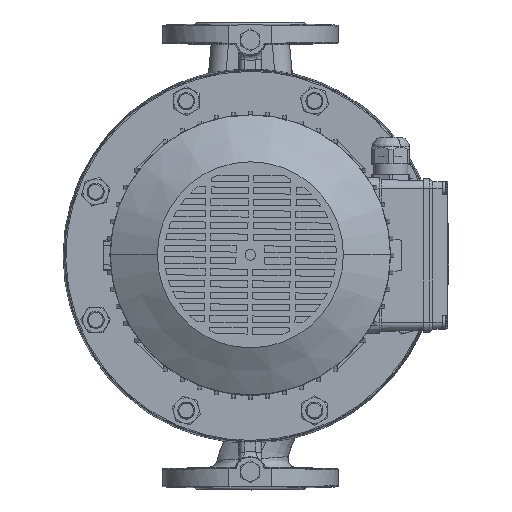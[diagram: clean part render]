
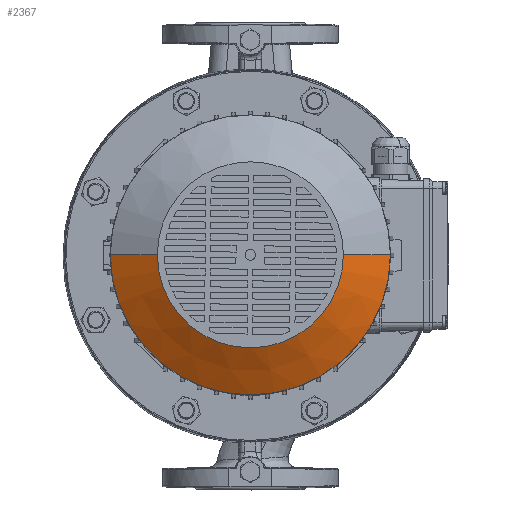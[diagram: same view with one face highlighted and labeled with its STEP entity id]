
A CAD part, top view. The second image highlights one B-rep face of the part: STEP entity #2367.
In plain terms, the highlighted conical face has half-angle 60 degrees and reference radius 131.7 mm.
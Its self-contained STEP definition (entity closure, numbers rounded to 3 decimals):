
#227 = DIRECTION ( 'NONE',  ( 0., 0., 1. ) ) ;
#1574 = DIRECTION ( 'NONE',  ( -1., 0., 0. ) ) ;
#2367 = ADVANCED_FACE ( 'NONE', ( #24743 ), #68721, .T. ) ;
#2395 = ORIENTED_EDGE ( 'NONE', *, *, #35039, .F. ) ;
#9243 = DIRECTION ( 'NONE',  ( 0., 0., -1. ) ) ;
#11123 = CARTESIAN_POINT ( 'NONE',  ( 124.501, -40., 730.637 ) ) ;
#23223 = CIRCLE ( 'NONE', #99546, 131.7 ) ;
#23381 = ORIENTED_EDGE ( 'NONE', *, *, #124666, .F. ) ;
#24743 = FACE_OUTER_BOUND ( 'NONE', #67335, .T. ) ;
#25614 = VERTEX_POINT ( 'NONE', #128409 ) ;
#30486 = DIRECTION ( 'NONE',  ( -1., 0., 0. ) ) ;
#35039 = EDGE_CURVE ( 'NONE', #84938, #42698, #111838, .T. ) ;
#36848 = EDGE_CURVE ( 'NONE', #84938, #81282, #44146, .T. ) ;
#39677 = DIRECTION ( 'NONE',  ( 0.866, 0., -0.5 ) ) ;
#42698 = VERTEX_POINT ( 'NONE', #11123 ) ;
#44146 = LINE ( 'NONE', #77163, #138869 ) ;
#49165 = ORIENTED_EDGE ( 'NONE', *, *, #71153, .F. ) ;
#54019 = DIRECTION ( 'NONE',  ( -1., 0., 0. ) ) ;
#57760 = DIRECTION ( 'NONE',  ( 0., 0., -1. ) ) ;
#63143 = CARTESIAN_POINT ( 'NONE',  ( -94.699, -40., 705.118 ) ) ;
#67335 = EDGE_LOOP ( 'NONE', ( #23381, #2395, #70334, #49165 ) ) ;
#68721 = CONICAL_SURFACE ( 'NONE', #109084, 131.7, 1.047 ) ;
#70334 = ORIENTED_EDGE ( 'NONE', *, *, #36848, .T. ) ;
#71153 = EDGE_CURVE ( 'NONE', #25614, #81282, #23223, .T. ) ;
#77163 = CARTESIAN_POINT ( 'NONE',  ( -94.699, -40., 705.118 ) ) ;
#81282 = VERTEX_POINT ( 'NONE', #63143 ) ;
#84938 = VERTEX_POINT ( 'NONE', #107267 ) ;
#86336 = DIRECTION ( 'NONE',  ( -0.866, 0., -0.5 ) ) ;
#87310 = CARTESIAN_POINT ( 'NONE',  ( 37.001, -40., 705.118 ) ) ;
#91715 = AXIS2_PLACEMENT_3D ( 'NONE', #126659, #227, #30486 ) ;
#99546 = AXIS2_PLACEMENT_3D ( 'NONE', #108058, #9243, #54019 ) ;
#107267 = CARTESIAN_POINT ( 'NONE',  ( -50.499, -40., 730.637 ) ) ;
#108058 = CARTESIAN_POINT ( 'NONE',  ( 37.001, -40., 705.118 ) ) ;
#109084 = AXIS2_PLACEMENT_3D ( 'NONE', #87310, #57760, #1574 ) ;
#111838 = CIRCLE ( 'NONE', #91715, 87.5 ) ;
#119025 = VECTOR ( 'NONE', #39677, 1000. ) ;
#124666 = EDGE_CURVE ( 'NONE', #42698, #25614, #135157, .T. ) ;
#126659 = CARTESIAN_POINT ( 'NONE',  ( 37.001, -40., 730.637 ) ) ;
#128409 = CARTESIAN_POINT ( 'NONE',  ( 168.701, -40., 705.118 ) ) ;
#135157 = LINE ( 'NONE', #135854, #119025 ) ;
#135854 = CARTESIAN_POINT ( 'NONE',  ( 168.701, -40., 705.118 ) ) ;
#138869 = VECTOR ( 'NONE', #86336, 1000. ) ;
